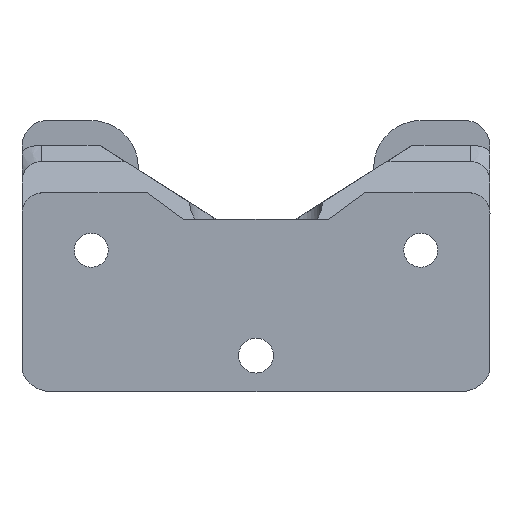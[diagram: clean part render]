
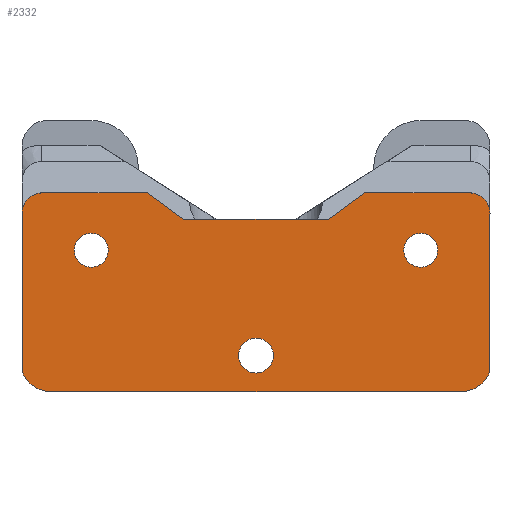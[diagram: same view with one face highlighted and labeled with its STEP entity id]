
A CAD part, front view. The second image highlights one B-rep face of the part: STEP entity #2332.
In plain terms, the highlighted planar face has unit normal (0, -1, 0).
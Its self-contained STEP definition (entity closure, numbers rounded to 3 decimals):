
#41=FACE_BOUND('',#262,.T.);
#42=FACE_BOUND('',#263,.T.);
#43=FACE_BOUND('',#264,.T.);
#53=PLANE('',#2469);
#141=FACE_OUTER_BOUND('',#261,.T.);
#261=EDGE_LOOP('',(#1626,#1627,#1628,#1629,#1630,#1631,#1632,#1633,#1634,
#1635,#1636,#1637));
#262=EDGE_LOOP('',(#1638));
#263=EDGE_LOOP('',(#1639));
#264=EDGE_LOOP('',(#1640));
#385=LINE('',#3324,#669);
#400=LINE('',#3461,#684);
#413=LINE('',#3594,#697);
#414=LINE('',#3599,#698);
#415=LINE('',#3601,#699);
#416=LINE('',#3603,#700);
#417=LINE('',#3605,#701);
#418=LINE('',#3607,#702);
#669=VECTOR('',#2664,1000.);
#684=VECTOR('',#2681,1000.);
#697=VECTOR('',#2696,10.);
#698=VECTOR('',#2701,1000.);
#699=VECTOR('',#2702,1000.);
#700=VECTOR('',#2703,1000.);
#701=VECTOR('',#2704,1000.);
#702=VECTOR('',#2705,1000.);
#952=CIRCLE('',#2465,1.7);
#954=CIRCLE('',#2470,3.);
#955=CIRCLE('',#2471,2.007);
#956=CIRCLE('',#2472,2.007);
#957=CIRCLE('',#2473,3.);
#958=CIRCLE('',#2474,1.65);
#959=CIRCLE('',#2475,1.65);
#1004=VERTEX_POINT('',#3316);
#1006=VERTEX_POINT('',#3322);
#1007=VERTEX_POINT('',#3323);
#1023=VERTEX_POINT('',#3458);
#1024=VERTEX_POINT('',#3460);
#1038=VERTEX_POINT('',#3592);
#1039=VERTEX_POINT('',#3593);
#1040=VERTEX_POINT('',#3596);
#1041=VERTEX_POINT('',#3598);
#1042=VERTEX_POINT('',#3600);
#1043=VERTEX_POINT('',#3602);
#1044=VERTEX_POINT('',#3604);
#1045=VERTEX_POINT('',#3606);
#1046=VERTEX_POINT('',#3610);
#1047=VERTEX_POINT('',#3612);
#1234=EDGE_CURVE('',#1004,#1004,#952,.T.);
#1237=EDGE_CURVE('',#1006,#1007,#385,.T.);
#1254=EDGE_CURVE('',#1024,#1023,#400,.T.);
#1269=EDGE_CURVE('',#1038,#1039,#413,.T.);
#1270=EDGE_CURVE('',#1039,#1007,#954,.F.);
#1271=EDGE_CURVE('',#1040,#1006,#955,.T.);
#1272=EDGE_CURVE('',#1040,#1041,#414,.T.);
#1273=EDGE_CURVE('',#1041,#1042,#415,.T.);
#1274=EDGE_CURVE('',#1042,#1043,#416,.T.);
#1275=EDGE_CURVE('',#1044,#1043,#417,.T.);
#1276=EDGE_CURVE('',#1045,#1044,#418,.T.);
#1277=EDGE_CURVE('',#1045,#1024,#956,.T.);
#1278=EDGE_CURVE('',#1023,#1038,#957,.F.);
#1279=EDGE_CURVE('',#1046,#1046,#958,.T.);
#1280=EDGE_CURVE('',#1047,#1047,#959,.T.);
#1626=ORIENTED_EDGE('',*,*,#1269,.T.);
#1627=ORIENTED_EDGE('',*,*,#1270,.T.);
#1628=ORIENTED_EDGE('',*,*,#1237,.F.);
#1629=ORIENTED_EDGE('',*,*,#1271,.F.);
#1630=ORIENTED_EDGE('',*,*,#1272,.T.);
#1631=ORIENTED_EDGE('',*,*,#1273,.T.);
#1632=ORIENTED_EDGE('',*,*,#1274,.T.);
#1633=ORIENTED_EDGE('',*,*,#1275,.F.);
#1634=ORIENTED_EDGE('',*,*,#1276,.F.);
#1635=ORIENTED_EDGE('',*,*,#1277,.T.);
#1636=ORIENTED_EDGE('',*,*,#1254,.T.);
#1637=ORIENTED_EDGE('',*,*,#1278,.T.);
#1638=ORIENTED_EDGE('',*,*,#1234,.T.);
#1639=ORIENTED_EDGE('',*,*,#1279,.T.);
#1640=ORIENTED_EDGE('',*,*,#1280,.F.);
#2332=ADVANCED_FACE('',(#141,#41,#42,#43),#53,.F.);
#2465=AXIS2_PLACEMENT_3D('',#3317,#2657,#2658);
#2469=AXIS2_PLACEMENT_3D('',#3591,#2694,#2695);
#2470=AXIS2_PLACEMENT_3D('',#3595,#2697,#2698);
#2471=AXIS2_PLACEMENT_3D('',#3597,#2699,#2700);
#2472=AXIS2_PLACEMENT_3D('',#3608,#2706,#2707);
#2473=AXIS2_PLACEMENT_3D('',#3609,#2708,#2709);
#2474=AXIS2_PLACEMENT_3D('',#3611,#2710,#2711);
#2475=AXIS2_PLACEMENT_3D('',#3613,#2712,#2713);
#2657=DIRECTION('center_axis',(0.,1.,0.));
#2658=DIRECTION('ref_axis',(0.,0.,-1.));
#2664=DIRECTION('',(0.,0.,-1.));
#2681=DIRECTION('',(0.,0.,-1.));
#2694=DIRECTION('center_axis',(0.,1.,0.));
#2695=DIRECTION('ref_axis',(0.,0.,-1.));
#2696=DIRECTION('',(1.,0.,0.));
#2697=DIRECTION('center_axis',(0.,1.,0.));
#2698=DIRECTION('ref_axis',(0.,0.,1.));
#2699=DIRECTION('center_axis',(0.,1.,0.));
#2700=DIRECTION('ref_axis',(0.,0.,1.));
#2701=DIRECTION('',(-1.,0.,0.));
#2702=DIRECTION('',(-0.806,0.,-0.592));
#2703=DIRECTION('',(-1.,0.,0.));
#2704=DIRECTION('',(0.806,0.,-0.592));
#2705=DIRECTION('',(1.,0.,0.));
#2706=DIRECTION('center_axis',(0.,-1.,0.));
#2707=DIRECTION('ref_axis',(0.,0.,1.));
#2708=DIRECTION('center_axis',(0.,1.,0.));
#2709=DIRECTION('ref_axis',(0.,0.,1.));
#2710=DIRECTION('center_axis',(0.,1.,0.));
#2711=DIRECTION('ref_axis',(0.,0.,-1.));
#2712=DIRECTION('center_axis',(0.,-1.,0.));
#2713=DIRECTION('ref_axis',(0.,0.,-1.));
#3316=CARTESIAN_POINT('',(0.,-5.945,9.349));
#3317=CARTESIAN_POINT('Origin',(0.,-5.945,
7.649));
#3322=CARTESIAN_POINT('',(22.808,-5.945,21.511));
#3323=CARTESIAN_POINT('',(22.808,-5.945,6.093));
#3324=CARTESIAN_POINT('',(22.808,-5.945,10.257));
#3458=CARTESIAN_POINT('',(-22.808,-5.945,6.093));
#3460=CARTESIAN_POINT('',(-22.808,-5.945,21.511));
#3461=CARTESIAN_POINT('',(-22.808,-5.945,10.483));
#3591=CARTESIAN_POINT('Origin',(-7.192,-5.945,10.483));
#3592=CARTESIAN_POINT('',(-20.,-5.945,4.148));
#3593=CARTESIAN_POINT('',(20.,-5.945,4.148));
#3594=CARTESIAN_POINT('',(-9.298,-5.945,4.148));
#3595=CARTESIAN_POINT('Origin',(20.,-5.945,7.148));
#3596=CARTESIAN_POINT('',(20.802,-5.945,23.518));
#3597=CARTESIAN_POINT('Origin',(20.802,-5.945,21.511));
#3598=CARTESIAN_POINT('',(10.589,-5.945,23.518));
#3599=CARTESIAN_POINT('',(-7.192,-5.945,23.518));
#3600=CARTESIAN_POINT('',(7.051,-5.945,20.919));
#3601=CARTESIAN_POINT('',(-7.181,-5.945,10.468));
#3602=CARTESIAN_POINT('',(-7.051,-5.945,20.919));
#3603=CARTESIAN_POINT('',(-7.192,-5.945,20.919));
#3604=CARTESIAN_POINT('',(-10.589,-5.945,23.518));
#3605=CARTESIAN_POINT('',(-7.051,-5.945,20.919));
#3606=CARTESIAN_POINT('',(-20.802,-5.945,23.518));
#3607=CARTESIAN_POINT('',(1.166,-5.945,23.518));
#3608=CARTESIAN_POINT('Origin',(-20.802,-5.945,21.511));
#3609=CARTESIAN_POINT('Origin',(-20.,-5.945,7.148));
#3610=CARTESIAN_POINT('',(-16.058,-5.945,19.568));
#3611=CARTESIAN_POINT('Origin',(-16.058,-5.945,17.918));
#3612=CARTESIAN_POINT('',(16.058,-5.945,19.568));
#3613=CARTESIAN_POINT('Origin',(16.058,-5.945,17.918));
